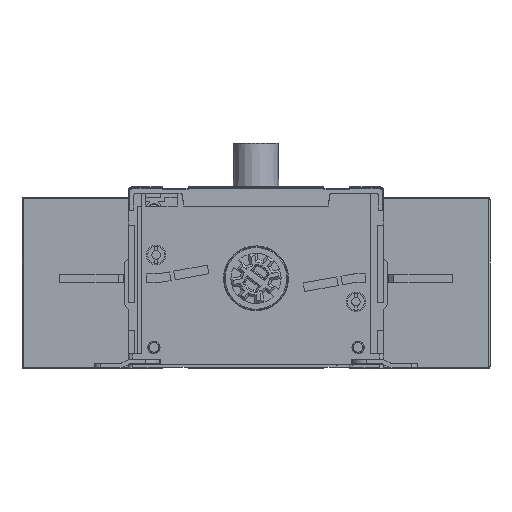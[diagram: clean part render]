
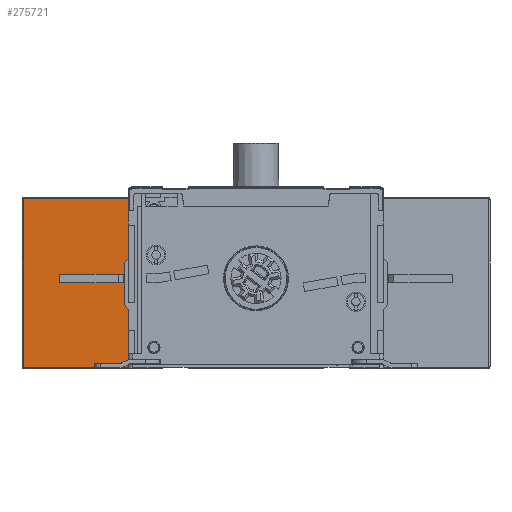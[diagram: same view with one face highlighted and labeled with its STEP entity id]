
A CAD part, front view. The second image highlights one B-rep face of the part: STEP entity #275721.
In plain terms, the highlighted planar face has unit normal (0, -1, 0).
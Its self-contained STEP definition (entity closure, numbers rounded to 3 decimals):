
#84006=DIRECTION('',(1.,0.,0.));
#84007=VECTOR('',#84006,49.5);
#84008=CARTESIAN_POINT('',(-77.839,-139.045,77.5));
#84009=LINE('',#84008,#84007);
#84017=DIRECTION('',(0.,0.,1.));
#84018=VECTOR('',#84017,79.5);
#84019=CARTESIAN_POINT('',(-77.839,-139.045,
-2.));
#84020=LINE('',#84019,#84018);
#84048=DIRECTION('',(0.,0.,1.));
#84049=VECTOR('',#84048,79.5);
#84050=CARTESIAN_POINT('',(-28.339,-139.045,
-2.));
#84051=LINE('',#84050,#84049);
#84052=DIRECTION('',(-1.,0.,0.));
#84053=VECTOR('',#84052,49.5);
#84054=CARTESIAN_POINT('',(-28.339,-139.045,
-2.));
#84055=LINE('',#84054,#84053);
#122989=CARTESIAN_POINT('',(-77.839,-139.045,
-2.));
#122990=CARTESIAN_POINT('',(-77.839,-139.045,77.5));
#122991=VERTEX_POINT('',#122989);
#122992=VERTEX_POINT('',#122990);
#122993=CARTESIAN_POINT('',(-28.339,-139.045,
-2.));
#122994=VERTEX_POINT('',#122993);
#122995=CARTESIAN_POINT('',(-28.339,-139.045,77.5));
#122996=VERTEX_POINT('',#122995);
#275709=CARTESIAN_POINT('',(-53.089,-139.045,37.75));
#275710=DIRECTION('',(0.,-1.,0.));
#275711=DIRECTION('',(0.,0.,1.));
#275712=AXIS2_PLACEMENT_3D('',#275709,#275710,#275711);
#275713=PLANE('',#275712);
#275714=ORIENTED_EDGE('',*,*,#275689,.T.);
#275715=ORIENTED_EDGE('',*,*,#275671,.T.);
#275716=ORIENTED_EDGE('',*,*,#275648,.F.);
#275718=ORIENTED_EDGE('',*,*,#275717,.T.);
#275719=EDGE_LOOP('',(#275714,#275715,#275716,#275718));
#275720=FACE_OUTER_BOUND('',#275719,.F.);
#275648=EDGE_CURVE('',#122994,#122996,#84051,.T.);
#275671=EDGE_CURVE('',#122992,#122996,#84009,.T.);
#275689=EDGE_CURVE('',#122991,#122992,#84020,.T.);
#275717=EDGE_CURVE('',#122994,#122991,#84055,.T.);
#275721=ADVANCED_FACE('',(#275720),#275713,.T.);
